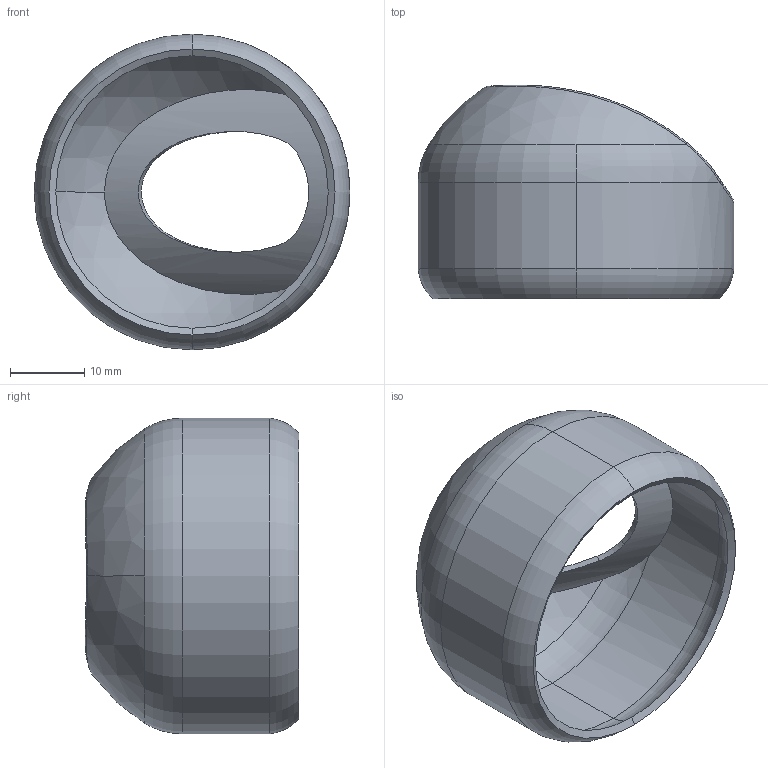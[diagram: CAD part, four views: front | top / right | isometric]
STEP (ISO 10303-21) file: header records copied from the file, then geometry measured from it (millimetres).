
FILE_DESCRIPTION (( 'STEP AP214' ), '1' );
FILE_NAME ('àðò. KRT304.STEP', '2014-07-15T19:49:42', ( '' ), ( '' ), 'SwSTEP 2.0', 'SolidWorks 2014', '' );
FILE_SCHEMA (( 'AUTOMOTIVE_DESIGN' ));
Length unit declared in the file: millimetre
Products named in the file (1): àðò. KRT304
Bounding box: 42.5 x 28.75 x 42.5 mm (x, y, z)
Volume: 3808.8 mm3; surface area: 7814.6 mm2
Topology: 1 solids, 1 shells, 30 faces, 68 edges, 40 vertices
Faces by surface type: torus 10, bspline 8, cylinder 6, sphere 4, cone 2
Entity records: 1848 total; most frequent: CARTESIAN_POINT 1181, ORIENTED_EDGE 136, DIRECTION 128, EDGE_CURVE 68, AXIS2_PLACEMENT_3D 59, VERTEX_POINT 40, CIRCLE 36, EDGE_LOOP 32
